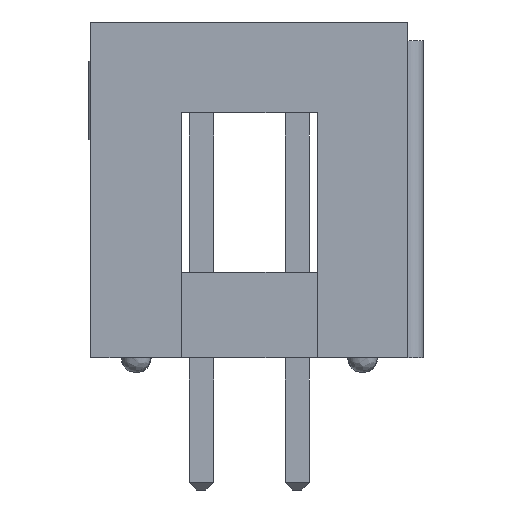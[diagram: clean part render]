
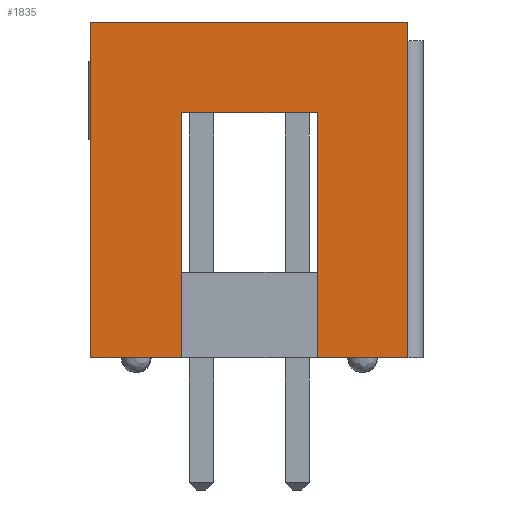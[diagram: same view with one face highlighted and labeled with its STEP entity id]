
A CAD part, front view. The second image highlights one B-rep face of the part: STEP entity #1835.
In plain terms, the highlighted planar face has unit normal (0, -1, 0).
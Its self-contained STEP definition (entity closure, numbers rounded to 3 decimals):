
#124 = VERTEX_POINT('',#125);
#125 = CARTESIAN_POINT('',(4.025,-29.2,0.23));
#225 = VERTEX_POINT('',#226);
#226 = CARTESIAN_POINT('',(-4.375,-29.2,0.23));
#232 = EDGE_CURVE('',#225,#233,#235,.T.);
#233 = VERTEX_POINT('',#234);
#234 = CARTESIAN_POINT('',(-1.975,-29.2,0.23));
#235 = LINE('',#236,#237);
#236 = CARTESIAN_POINT('',(4.025,-29.2,0.23));
#237 = VECTOR('',#238,1.);
#238 = DIRECTION('',(1.,0.,0.));
#257 = VERTEX_POINT('',#258);
#258 = CARTESIAN_POINT('',(1.625,-29.2,0.23));
#264 = EDGE_CURVE('',#257,#124,#265,.T.);
#265 = LINE('',#266,#267);
#266 = CARTESIAN_POINT('',(4.025,-29.2,0.23));
#267 = VECTOR('',#268,1.);
#268 = DIRECTION('',(1.,0.,0.));
#1799 = VERTEX_POINT('',#1800);
#1800 = CARTESIAN_POINT('',(4.025,-29.2,9.13));
#1806 = EDGE_CURVE('',#1799,#124,#1807,.T.);
#1807 = LINE('',#1808,#1809);
#1808 = CARTESIAN_POINT('',(4.025,-29.2,0.23));
#1809 = VECTOR('',#1810,1.);
#1810 = DIRECTION('',(0.,0.,-1.));
#1835 = ADVANCED_FACE('',(#1836),#1877,.T.);
#1836 = FACE_BOUND('',#1837,.T.);
#1837 = EDGE_LOOP('',(#1838,#1846,#1854,#1860,#1861,#1862,#1870,#1876));
#1838 = ORIENTED_EDGE('',*,*,#1839,.T.);
#1839 = EDGE_CURVE('',#233,#1840,#1842,.T.);
#1840 = VERTEX_POINT('',#1841);
#1841 = CARTESIAN_POINT('',(-1.975,-29.2,6.73));
#1842 = LINE('',#1843,#1844);
#1843 = CARTESIAN_POINT('',(-1.975,-29.2,0.23));
#1844 = VECTOR('',#1845,1.);
#1845 = DIRECTION('',(0.,0.,1.));
#1846 = ORIENTED_EDGE('',*,*,#1847,.T.);
#1847 = EDGE_CURVE('',#1840,#1848,#1850,.T.);
#1848 = VERTEX_POINT('',#1849);
#1849 = CARTESIAN_POINT('',(1.625,-29.2,6.73));
#1850 = LINE('',#1851,#1852);
#1851 = CARTESIAN_POINT('',(4.025,-29.2,6.73));
#1852 = VECTOR('',#1853,1.);
#1853 = DIRECTION('',(1.,0.,0.));
#1854 = ORIENTED_EDGE('',*,*,#1855,.T.);
#1855 = EDGE_CURVE('',#1848,#257,#1856,.T.);
#1856 = LINE('',#1857,#1858);
#1857 = CARTESIAN_POINT('',(1.625,-29.2,0.23));
#1858 = VECTOR('',#1859,1.);
#1859 = DIRECTION('',(0.,0.,-1.));
#1860 = ORIENTED_EDGE('',*,*,#264,.T.);
#1861 = ORIENTED_EDGE('',*,*,#1806,.F.);
#1862 = ORIENTED_EDGE('',*,*,#1863,.T.);
#1863 = EDGE_CURVE('',#1799,#1864,#1866,.T.);
#1864 = VERTEX_POINT('',#1865);
#1865 = CARTESIAN_POINT('',(-4.375,-29.2,9.13));
#1866 = LINE('',#1867,#1868);
#1867 = CARTESIAN_POINT('',(4.025,-29.2,9.13));
#1868 = VECTOR('',#1869,1.);
#1869 = DIRECTION('',(-1.,0.,0.));
#1870 = ORIENTED_EDGE('',*,*,#1871,.T.);
#1871 = EDGE_CURVE('',#1864,#225,#1872,.T.);
#1872 = LINE('',#1873,#1874);
#1873 = CARTESIAN_POINT('',(-4.375,-29.2,0.23));
#1874 = VECTOR('',#1875,1.);
#1875 = DIRECTION('',(0.,0.,-1.));
#1876 = ORIENTED_EDGE('',*,*,#232,.T.);
#1877 = PLANE('',#1878);
#1878 = AXIS2_PLACEMENT_3D('',#1879,#1880,#1881);
#1879 = CARTESIAN_POINT('',(4.025,-29.2,0.23));
#1880 = DIRECTION('',(0.,-1.,0.));
#1881 = DIRECTION('',(0.,0.,-1.));
